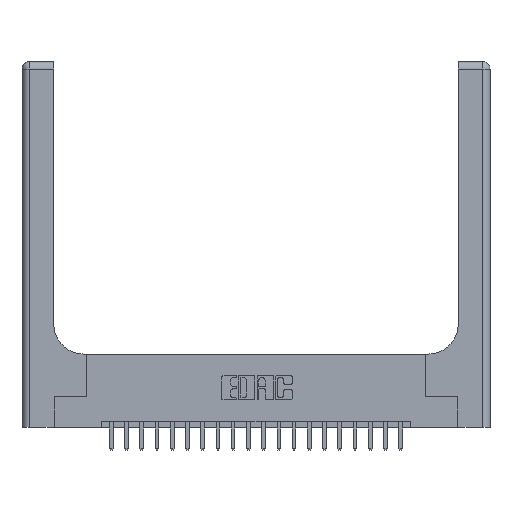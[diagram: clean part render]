
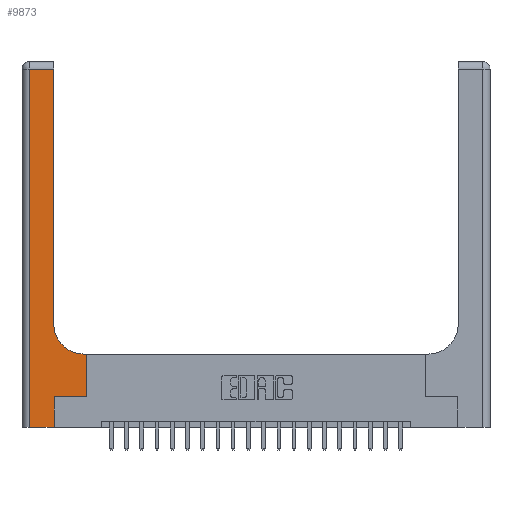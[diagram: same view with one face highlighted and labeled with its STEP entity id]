
A CAD part, top view. The second image highlights one B-rep face of the part: STEP entity #9873.
In plain terms, the highlighted planar face has unit normal (0, 0, 1).
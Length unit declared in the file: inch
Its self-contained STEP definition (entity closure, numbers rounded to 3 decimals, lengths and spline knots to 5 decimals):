
#95 = EDGE_CURVE ( 'NONE', #2986, #11111, #20200, .T. ) ;
#165 = VECTOR ( 'NONE', #16386, 39.37008 ) ;
#414 = EDGE_LOOP ( 'NONE', ( #7705, #15846, #17629, #3368, #7216, #9709, #1581, #7351, #19670 ) ) ;
#1037 = EDGE_CURVE ( 'NONE', #10011, #8450, #7265, .T. ) ;
#1050 = VERTEX_POINT ( 'NONE', #1879 ) ;
#1542 = CARTESIAN_POINT ( 'NONE',  ( 0.26, 0.6, 0.37 ) ) ;
#1581 = ORIENTED_EDGE ( 'NONE', *, *, #1037, .T. ) ;
#1879 = CARTESIAN_POINT ( 'NONE',  ( 0.51, 0.6, 0.37 ) ) ;
#2082 = EDGE_CURVE ( 'NONE', #11111, #10011, #7512, .T. ) ;
#2537 = CARTESIAN_POINT ( 'NONE',  ( 0., 2.94, 0.37 ) ) ;
#2986 = VERTEX_POINT ( 'NONE', #20988 ) ;
#3292 = CARTESIAN_POINT ( 'NONE',  ( 0.26, 3., 0.37 ) ) ;
#3368 = ORIENTED_EDGE ( 'NONE', *, *, #10417, .T. ) ;
#3424 = CARTESIAN_POINT ( 'NONE',  ( 0.528, 0.25, 0.37 ) ) ;
#4520 = LINE ( 'NONE', #1542, #17752 ) ;
#4993 = VECTOR ( 'NONE', #5042, 39.37008 ) ;
#5042 = DIRECTION ( 'NONE',  ( 0., 1., 0. ) ) ;
#5125 = CARTESIAN_POINT ( 'NONE',  ( 0.265, 0., 0.37 ) ) ;
#5333 = CARTESIAN_POINT ( 'NONE',  ( 0.26, 2.94, 0.37 ) ) ;
#5494 = VERTEX_POINT ( 'NONE', #15895 ) ;
#5614 = CIRCLE ( 'NONE', #17903, 0.25 ) ;
#5717 = VECTOR ( 'NONE', #16911, 39.37008 ) ;
#5801 = VERTEX_POINT ( 'NONE', #15125 ) ;
#5815 = DIRECTION ( 'NONE',  ( 1., 0., 0. ) ) ;
#6356 = LINE ( 'NONE', #18466, #8845 ) ;
#6615 = CARTESIAN_POINT ( 'NONE',  ( 0.06, 2.94, 0.37 ) ) ;
#7216 = ORIENTED_EDGE ( 'NONE', *, *, #95, .T. ) ;
#7265 = LINE ( 'NONE', #20471, #18554 ) ;
#7332 = EDGE_CURVE ( 'NONE', #19094, #19191, #12455, .T. ) ;
#7351 = ORIENTED_EDGE ( 'NONE', *, *, #13717, .T. ) ;
#7512 = LINE ( 'NONE', #9408, #21334 ) ;
#7705 = ORIENTED_EDGE ( 'NONE', *, *, #10400, .T. ) ;
#7718 = CARTESIAN_POINT ( 'NONE',  ( 0., 3., 0.37 ) ) ;
#8450 = VERTEX_POINT ( 'NONE', #13681 ) ;
#8845 = VECTOR ( 'NONE', #19784, 39.37008 ) ;
#9269 = DIRECTION ( 'NONE',  ( -1., 0., 0. ) ) ;
#9271 = CARTESIAN_POINT ( 'NONE',  ( 0.06, 3., 0.37 ) ) ;
#9274 = PLANE ( 'NONE',  #18615 ) ;
#9396 = DIRECTION ( 'NONE',  ( -1., 0., 0. ) ) ;
#9408 = CARTESIAN_POINT ( 'NONE',  ( 0.265, 0.25, 0.37 ) ) ;
#9709 = ORIENTED_EDGE ( 'NONE', *, *, #2082, .T. ) ;
#9873 = ADVANCED_FACE ( 'NONE', ( #15985 ), #9274, .F. ) ;
#10011 = VERTEX_POINT ( 'NONE', #3424 ) ;
#10095 = EDGE_CURVE ( 'NONE', #1050, #5494, #5614, .T. ) ;
#10400 = EDGE_CURVE ( 'NONE', #5494, #19094, #16832, .T. ) ;
#10417 = EDGE_CURVE ( 'NONE', #5801, #2986, #6356, .T. ) ;
#11036 = LINE ( 'NONE', #9271, #165 ) ;
#11111 = VERTEX_POINT ( 'NONE', #20255 ) ;
#12384 = EDGE_CURVE ( 'NONE', #19191, #5801, #11036, .T. ) ;
#12455 = LINE ( 'NONE', #2537, #19355 ) ;
#12902 = DIRECTION ( 'NONE',  ( 1., 0., 0. ) ) ;
#12995 = DIRECTION ( 'NONE',  ( 0., 0., -1. ) ) ;
#13681 = CARTESIAN_POINT ( 'NONE',  ( 0.528, 0.6, 0.37 ) ) ;
#13717 = EDGE_CURVE ( 'NONE', #8450, #1050, #4520, .T. ) ;
#15125 = CARTESIAN_POINT ( 'NONE',  ( 0.06, 0., 0.37 ) ) ;
#15846 = ORIENTED_EDGE ( 'NONE', *, *, #7332, .T. ) ;
#15895 = CARTESIAN_POINT ( 'NONE',  ( 0.26, 0.85, 0.37 ) ) ;
#15985 = FACE_OUTER_BOUND ( 'NONE', #414, .T. ) ;
#16386 = DIRECTION ( 'NONE',  ( 0., -1., 0. ) ) ;
#16832 = LINE ( 'NONE', #3292, #4993 ) ;
#16911 = DIRECTION ( 'NONE',  ( 0., 1., 0. ) ) ;
#17629 = ORIENTED_EDGE ( 'NONE', *, *, #12384, .T. ) ;
#17752 = VECTOR ( 'NONE', #17934, 39.37008 ) ;
#17903 = AXIS2_PLACEMENT_3D ( 'NONE', #21002, #20902, #5815 ) ;
#17934 = DIRECTION ( 'NONE',  ( -1., 0., 0. ) ) ;
#18466 = CARTESIAN_POINT ( 'NONE',  ( 0., 0., 0.37 ) ) ;
#18554 = VECTOR ( 'NONE', #18927, 39.37008 ) ;
#18615 = AXIS2_PLACEMENT_3D ( 'NONE', #7718, #12995, #9396 ) ;
#18927 = DIRECTION ( 'NONE',  ( 0., 1., 0. ) ) ;
#19094 = VERTEX_POINT ( 'NONE', #5333 ) ;
#19191 = VERTEX_POINT ( 'NONE', #6615 ) ;
#19355 = VECTOR ( 'NONE', #9269, 39.37008 ) ;
#19670 = ORIENTED_EDGE ( 'NONE', *, *, #10095, .T. ) ;
#19784 = DIRECTION ( 'NONE',  ( 1., 0., 0. ) ) ;
#20200 = LINE ( 'NONE', #5125, #5717 ) ;
#20255 = CARTESIAN_POINT ( 'NONE',  ( 0.265, 0.25, 0.37 ) ) ;
#20471 = CARTESIAN_POINT ( 'NONE',  ( 0.528, 0.25, 0.37 ) ) ;
#20902 = DIRECTION ( 'NONE',  ( 0., 0., -1. ) ) ;
#20988 = CARTESIAN_POINT ( 'NONE',  ( 0.265, 0., 0.37 ) ) ;
#21002 = CARTESIAN_POINT ( 'NONE',  ( 0.51, 0.85, 0.37 ) ) ;
#21334 = VECTOR ( 'NONE', #12902, 39.37008 ) ;
